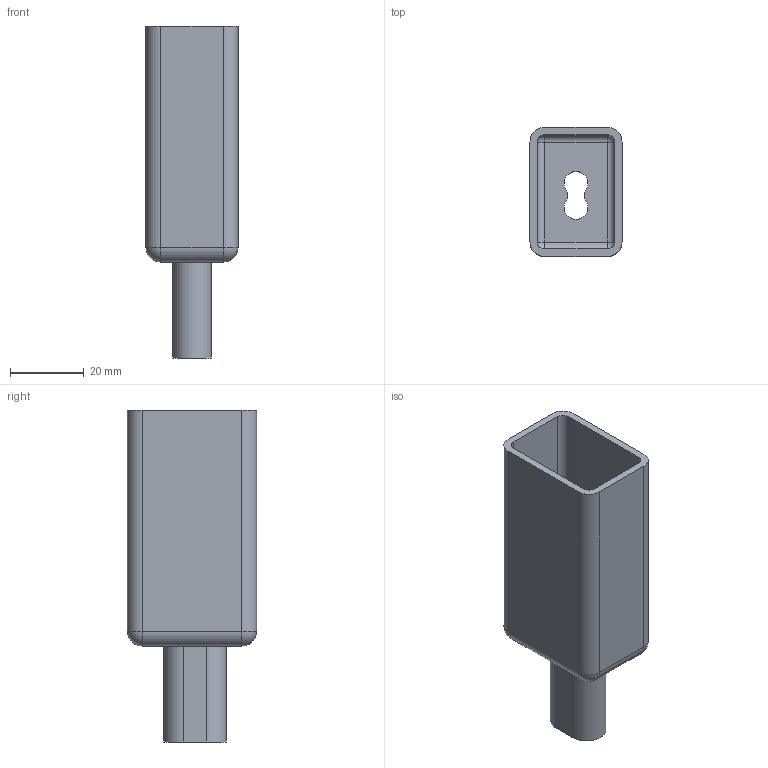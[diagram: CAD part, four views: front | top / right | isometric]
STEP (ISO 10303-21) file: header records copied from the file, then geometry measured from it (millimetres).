
FILE_DESCRIPTION (( 'STEP AP214' ), '1' );
FILE_NAME ('SLV45.step', '2015-09-21T11:30:39', ( '' ), ( '' ), 'SwSTEP 2.0', 'SolidWorks 2015', '' );
FILE_SCHEMA (( 'AUTOMOTIVE_DESIGN' ));
Length unit declared in the file: millimetre
Products named in the file (1): SLV45
Bounding box: 25 x 35 x 90 mm (x, y, z)
Volume: 16182 mm3; surface area: 16994.9 mm2
Topology: 1 solids, 1 shells, 48 faces, 116 edges, 64 vertices
Faces by surface type: cylinder 24, plane 16, sphere 8
Entity records: 1366 total; most frequent: DIRECTION 254, CARTESIAN_POINT 221, ORIENTED_EDGE 216, EDGE_CURVE 108, AXIS2_PLACEMENT_3D 97, VERTEX_POINT 64, VECTOR 60, LINE 60
